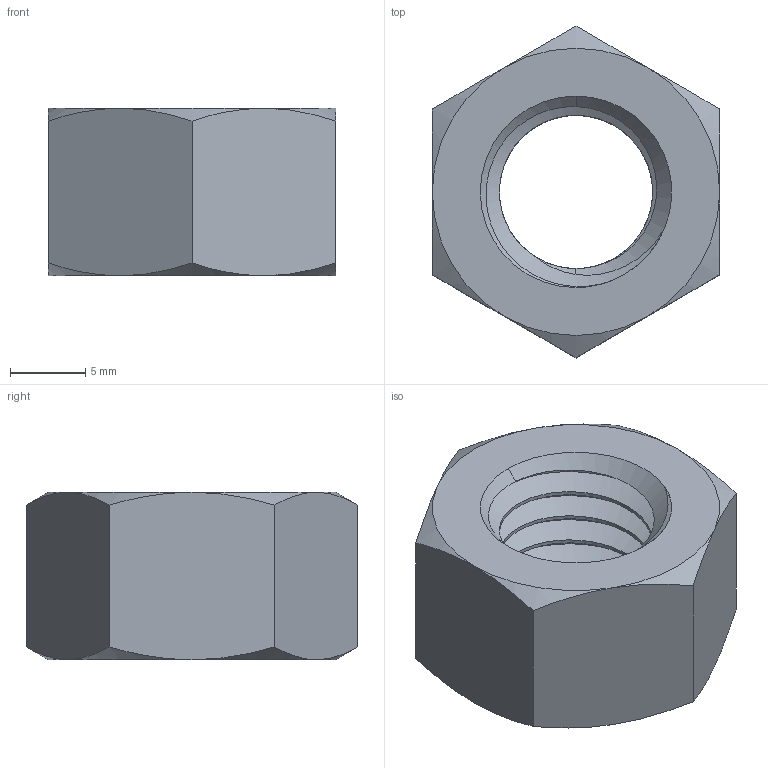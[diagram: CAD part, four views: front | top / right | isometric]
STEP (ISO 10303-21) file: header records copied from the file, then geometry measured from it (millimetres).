
FILE_DESCRIPTION (( 'STEP AP203' ), '1' );
FILE_NAME ('95462A033_Medium-Strength Steel Hex Nut_95462A033_sldprt.STEP', '2023-01-20T01:38:17', ( '' ), ( '' ), 'SwSTEP 2.0', 'SolidWorks 2022', '' );
FILE_SCHEMA (( 'CONFIG_CONTROL_DESIGN' ));
Length unit declared in the file: inch
Products named in the file (1): 95462A033_Medium-Strength Steel Hex Nut_95462A033_sldprt
Bounding box: 19.05 x 22 x 11.11 mm (x, y, z)
Volume: 2308.4 mm3; surface area: 1768.4 mm2
Topology: 1 solids, 1 shells, 42 faces, 104 edges, 64 vertices
Faces by surface type: cone 19, cylinder 12, plane 8, bspline 3
Entity records: 3020 total; most frequent: CARTESIAN_POINT 2081, ORIENTED_EDGE 208, DIRECTION 140, EDGE_CURVE 104, VERTEX_POINT 64, AXIS2_PLACEMENT_3D 59, B_SPLINE_CURVE_WITH_KNOTS 49, EDGE_LOOP 44
